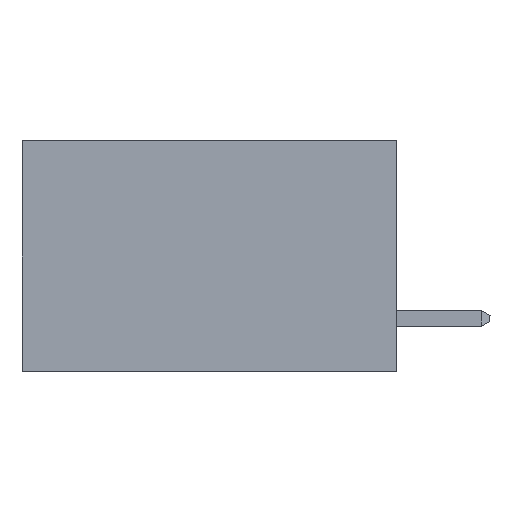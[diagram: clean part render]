
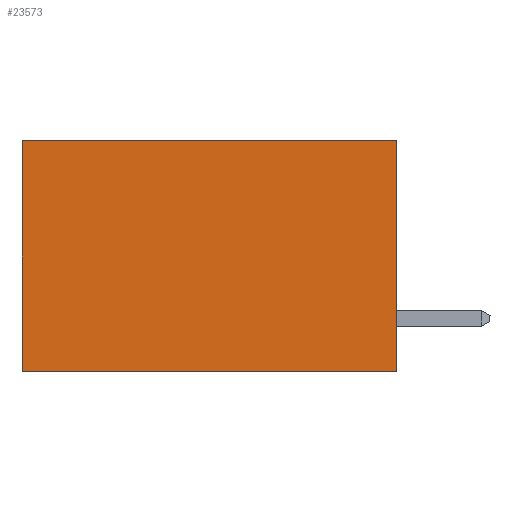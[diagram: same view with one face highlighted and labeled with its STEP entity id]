
A CAD part, left-side view. The second image highlights one B-rep face of the part: STEP entity #23573.
In plain terms, the highlighted planar face has unit normal (-1, 0, 0).
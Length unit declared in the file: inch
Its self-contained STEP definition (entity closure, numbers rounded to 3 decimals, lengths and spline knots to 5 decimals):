
#34 = VERTEX_POINT ( 'NONE', #934 ) ;
#881 = EDGE_CURVE ( 'NONE', #34, #8263, #25632, .T. ) ;
#934 = CARTESIAN_POINT ( 'NONE',  ( 0.2615, 0.6, 0. ) ) ;
#1350 = DIRECTION ( 'NONE',  ( 0., 0., -1. ) ) ;
#1718 = CARTESIAN_POINT ( 'NONE',  ( 0.2615, 0., -0.37 ) ) ;
#2357 = ORIENTED_EDGE ( 'NONE', *, *, #7911, .T. ) ;
#2469 = CARTESIAN_POINT ( 'NONE',  ( 0.2615, 0., -0.37 ) ) ;
#2601 = LINE ( 'NONE', #1718, #12732 ) ;
#3794 = DIRECTION ( 'NONE',  ( 0., 1., 0. ) ) ;
#4705 = CARTESIAN_POINT ( 'NONE',  ( 0.2615, 0.6, -0.37 ) ) ;
#6513 = CARTESIAN_POINT ( 'NONE',  ( 0.2615, 0., -0.37 ) ) ;
#6554 = VERTEX_POINT ( 'NONE', #11463 ) ;
#7911 = EDGE_CURVE ( 'NONE', #6554, #34, #14208, .T. ) ;
#8263 = VERTEX_POINT ( 'NONE', #13797 ) ;
#8539 = PLANE ( 'NONE',  #23989 ) ;
#9156 = ORIENTED_EDGE ( 'NONE', *, *, #24816, .F. ) ;
#9492 = VECTOR ( 'NONE', #10761, 39.37008 ) ;
#10608 = DIRECTION ( 'NONE',  ( 0., 0., -1. ) ) ;
#10665 = EDGE_LOOP ( 'NONE', ( #16275, #15781, #9156, #2357 ) ) ;
#10761 = DIRECTION ( 'NONE',  ( 0., 1., 0. ) ) ;
#11463 = CARTESIAN_POINT ( 'NONE',  ( 0.2615, 0., 0. ) ) ;
#11702 = LINE ( 'NONE', #2469, #22294 ) ;
#12732 = VECTOR ( 'NONE', #3794, 39.37008 ) ;
#12985 = VERTEX_POINT ( 'NONE', #19550 ) ;
#13797 = CARTESIAN_POINT ( 'NONE',  ( 0.2615, 0.6, -0.37 ) ) ;
#14208 = LINE ( 'NONE', #24606, #9492 ) ;
#15205 = VECTOR ( 'NONE', #1350, 39.37008 ) ;
#15781 = ORIENTED_EDGE ( 'NONE', *, *, #23360, .F. ) ;
#16275 = ORIENTED_EDGE ( 'NONE', *, *, #881, .T. ) ;
#16581 = DIRECTION ( 'NONE',  ( 0., 0., -1. ) ) ;
#17077 = FACE_OUTER_BOUND ( 'NONE', #10665, .T. ) ;
#19550 = CARTESIAN_POINT ( 'NONE',  ( 0.2615, 0., -0.37 ) ) ;
#22294 = VECTOR ( 'NONE', #16581, 39.37008 ) ;
#22516 = DIRECTION ( 'NONE',  ( 1., 0., 0. ) ) ;
#23360 = EDGE_CURVE ( 'NONE', #12985, #8263, #2601, .T. ) ;
#23573 = ADVANCED_FACE ( 'NONE', ( #17077 ), #8539, .F. ) ;
#23989 = AXIS2_PLACEMENT_3D ( 'NONE', #6513, #22516, #10608 ) ;
#24606 = CARTESIAN_POINT ( 'NONE',  ( 0.2615, 0., 0. ) ) ;
#24816 = EDGE_CURVE ( 'NONE', #6554, #12985, #11702, .T. ) ;
#25632 = LINE ( 'NONE', #4705, #15205 ) ;
